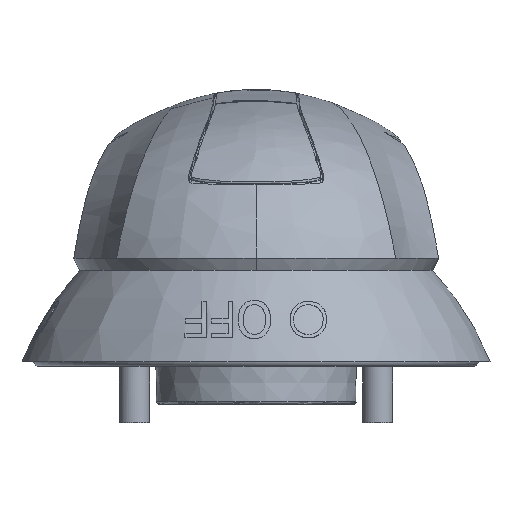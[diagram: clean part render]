
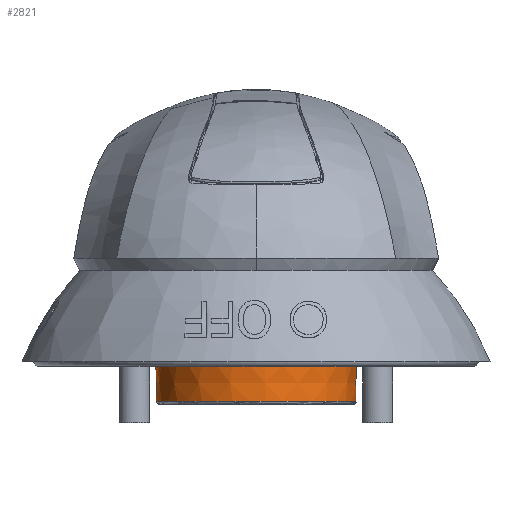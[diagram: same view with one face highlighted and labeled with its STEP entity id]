
A CAD part, left-side view. The second image highlights one B-rep face of the part: STEP entity #2821.
In plain terms, the highlighted conical face has half-angle 0.5 degrees and reference radius 16.5 mm.
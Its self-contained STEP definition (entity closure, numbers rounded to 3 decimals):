
#182=FACE_BOUND('',#6002,.T.);
#183=FACE_BOUND('',#6003,.T.);
#374=CONICAL_SURFACE('',#24708,16.5,0.5);
#2821=ADVANCED_FACE('',(#182,#183),#374,.T.);
#6002=EDGE_LOOP('',(#12514));
#6003=EDGE_LOOP('',(#12515));
#12514=ORIENTED_EDGE('',*,*,#19910,.T.);
#12515=ORIENTED_EDGE('',*,*,#19909,.F.);
#15993=VERTEX_POINT('',#90644);
#15994=VERTEX_POINT('',#90664);
#19909=EDGE_CURVE('',#15993,#15993,#23617,.T.);
#19910=EDGE_CURVE('',#15994,#15994,#23618,.T.);
#23617=B_SPLINE_CURVE_WITH_KNOTS('',3,(#90626,#90627,#90628,#90629,#90630,
#90631,#90632,#90633,#90634,#90635,#90636,#90637,#90638,#90639,#90640,#90641,
#90642,#90643),.UNSPECIFIED.,.T.,.F.,(2,2,2,2,2,2,2,2,2,2,2),(-0.125,0.,
0.125,0.25,0.375,0.5,0.625,0.75,0.875,1.,1.125),.UNSPECIFIED.);
#23618=B_SPLINE_CURVE_WITH_KNOTS('',3,(#90646,#90647,#90648,#90649,#90650,
#90651,#90652,#90653,#90654,#90655,#90656,#90657,#90658,#90659,#90660,#90661,
#90662,#90663),.UNSPECIFIED.,.T.,.F.,(2,2,2,2,2,2,2,2,2,2,2),(-0.125,0.,
0.125,0.25,0.375,0.5,0.625,0.75,0.875,1.,1.125),.UNSPECIFIED.);
#24708=AXIS2_PLACEMENT_3D('',#90665,#25871,#25872);
#25871=DIRECTION('',(0.,0.,1.));
#25872=DIRECTION('',(0.573,-0.819,0.));
#90626=CARTESIAN_POINT('',(5.922,-15.99,-10.901));
#90627=CARTESIAN_POINT('',(12.998,-11.037,-10.901));
#90628=CARTESIAN_POINT('',(15.494,-7.12,-10.901));
#90629=CARTESIAN_POINT('',(16.995,1.386,-10.901));
#90630=CARTESIAN_POINT('',(15.99,5.922,-10.901));
#90631=CARTESIAN_POINT('',(11.037,12.998,-10.901));
#90632=CARTESIAN_POINT('',(7.12,15.494,-10.901));
#90633=CARTESIAN_POINT('',(-1.386,16.995,-10.901));
#90634=CARTESIAN_POINT('',(-5.922,15.99,-10.901));
#90635=CARTESIAN_POINT('',(-12.998,11.037,-10.901));
#90636=CARTESIAN_POINT('',(-15.494,7.12,-10.901));
#90637=CARTESIAN_POINT('',(-16.995,-1.386,-10.901));
#90638=CARTESIAN_POINT('',(-15.99,-5.922,-10.901));
#90639=CARTESIAN_POINT('',(-11.037,-12.998,-10.901));
#90640=CARTESIAN_POINT('',(-7.12,-15.494,-10.901));
#90641=CARTESIAN_POINT('',(1.386,-16.995,-10.901));
#90642=CARTESIAN_POINT('',(5.922,-15.99,-10.901));
#90643=CARTESIAN_POINT('',(12.998,-11.037,-10.901));
#90644=CARTESIAN_POINT('',(9.46,-13.514,-10.901));
#90646=CARTESIAN_POINT('',(5.903,-15.939,-16.909));
#90647=CARTESIAN_POINT('',(12.956,-11.002,-16.909));
#90648=CARTESIAN_POINT('',(15.445,-7.097,-16.909));
#90649=CARTESIAN_POINT('',(16.941,1.382,-16.909));
#90650=CARTESIAN_POINT('',(15.939,5.903,-16.909));
#90651=CARTESIAN_POINT('',(11.002,12.956,-16.909));
#90652=CARTESIAN_POINT('',(7.097,15.445,-16.909));
#90653=CARTESIAN_POINT('',(-1.382,16.941,-16.909));
#90654=CARTESIAN_POINT('',(-5.903,15.939,-16.909));
#90655=CARTESIAN_POINT('',(-12.956,11.002,-16.909));
#90656=CARTESIAN_POINT('',(-15.445,7.097,-16.909));
#90657=CARTESIAN_POINT('',(-16.941,-1.382,-16.909));
#90658=CARTESIAN_POINT('',(-15.939,-5.903,-16.909));
#90659=CARTESIAN_POINT('',(-11.002,-12.956,-16.909));
#90660=CARTESIAN_POINT('',(-7.097,-15.445,-16.909));
#90661=CARTESIAN_POINT('',(1.382,-16.941,-16.909));
#90662=CARTESIAN_POINT('',(5.903,-15.939,-16.909));
#90663=CARTESIAN_POINT('',(12.956,-11.002,-16.909));
#90664=CARTESIAN_POINT('',(9.43,-13.471,-16.909));
#90665=CARTESIAN_POINT('',(0.,0.,-10.405));
